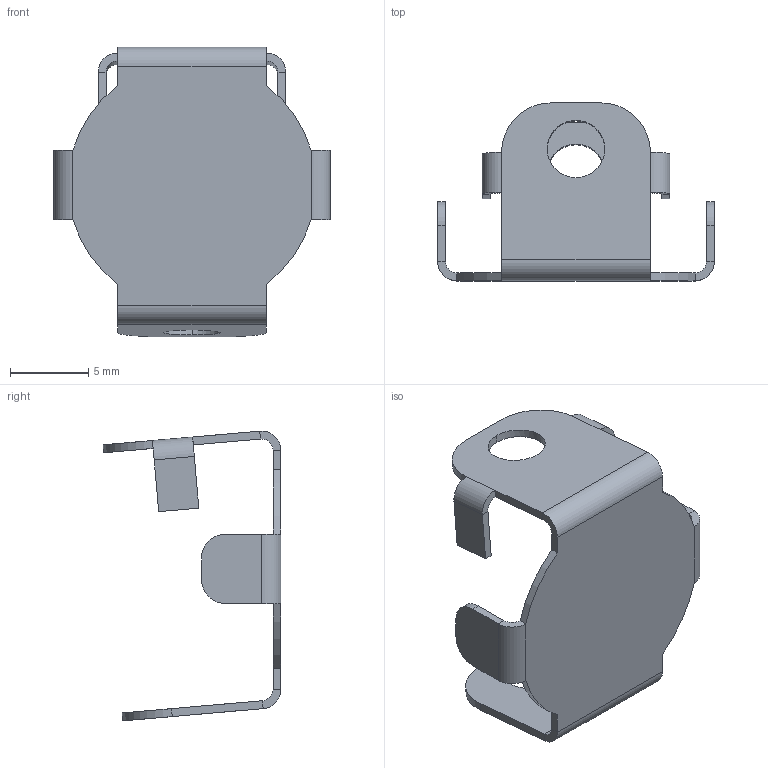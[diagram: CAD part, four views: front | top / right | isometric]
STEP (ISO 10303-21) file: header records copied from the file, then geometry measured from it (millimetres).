
FILE_DESCRIPTION (( 'STEP AP203' ), '1' );
FILE_NAME ('probe_tip_holder.STEP', '2015-03-18T21:11:16', ( '' ), ( '' ), 'SwSTEP 2.0', 'SolidWorks 2014', '' );
FILE_SCHEMA (( 'CONFIG_CONTROL_DESIGN' ));
Length unit declared in the file: inch
Products named in the file (1): probe_tip_holder
Bounding box: 17.73 x 11.39 x 18.55 mm (x, y, z)
Volume: 230 mm3; surface area: 983.6 mm2
Topology: 1 solids, 1 shells, 76 faces, 174 edges, 100 vertices
Faces by surface type: plane 48, cylinder 28
Entity records: 2177 total; most frequent: DIRECTION 384, CARTESIAN_POINT 351, ORIENTED_EDGE 348, EDGE_CURVE 174, AXIS2_PLACEMENT_3D 133, VECTOR 118, LINE 118, VERTEX_POINT 100
